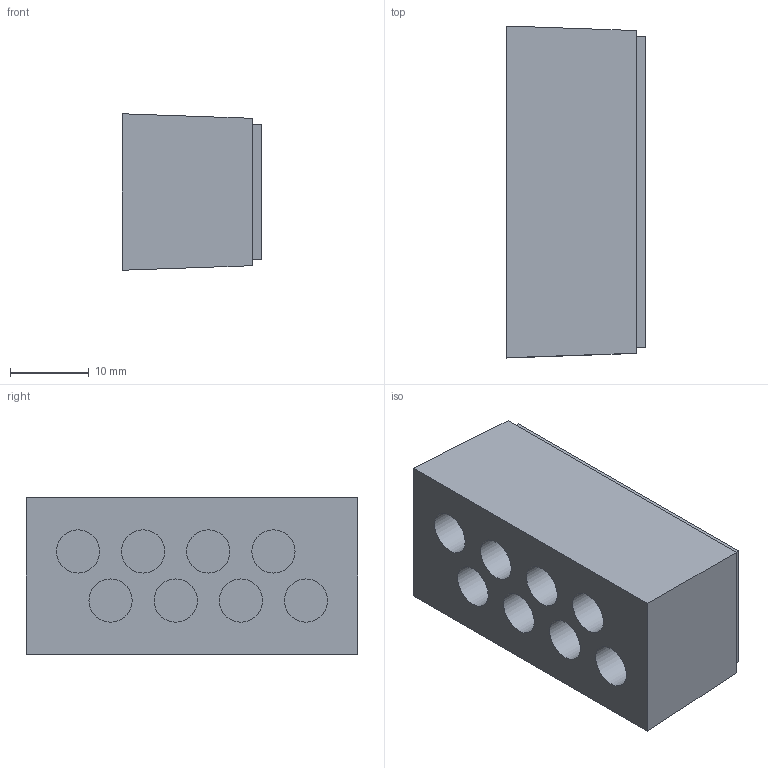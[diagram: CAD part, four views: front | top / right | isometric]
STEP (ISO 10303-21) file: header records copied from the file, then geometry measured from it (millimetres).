
FILE_DESCRIPTION(/* description */ (''),/* implementation_level */ '2;1');
FILE_NAME(/* name */ '28805_6_KDS-DES-8X5_5.stp',/* time_stamp */ '2020-04-16T12:53:37+02:00',/* author */ (''),/* organization */ (''),/* preprocessor_version */ 'ST-DEVELOPER v16.7',/* originating_system */ 'SIEMENS PLM Software NX 12.0',/* authorisation */ '');
FILE_SCHEMA (('AUTOMOTIVE_DESIGN { 1 0 10303 214 3 1 1 1 }'));
Length unit declared in the file: millimetre
Products named in the file (1): 28805_6_KDS-DES-8X5_5
Bounding box: 17.7 x 42.2 x 19.9 mm (x, y, z)
Volume: 11042.6 mm3; surface area: 6123 mm2
Topology: 1 solids, 9 shells, 75 faces, 168 edges, 112 vertices
Faces by surface type: plane 27, sphere 24, cylinder 16, torus 8
Full cylindrical faces by diameter (mm): 5.5 x16
Entity records: 1618 total; most frequent: DIRECTION 304, CARTESIAN_POINT 244, ORIENTED_EDGE 176, EDGE_LOOP 140, AXIS2_PLACEMENT_3D 140, FACE_BOUND 116, EDGE_CURVE 88, VERTEX_POINT 80
